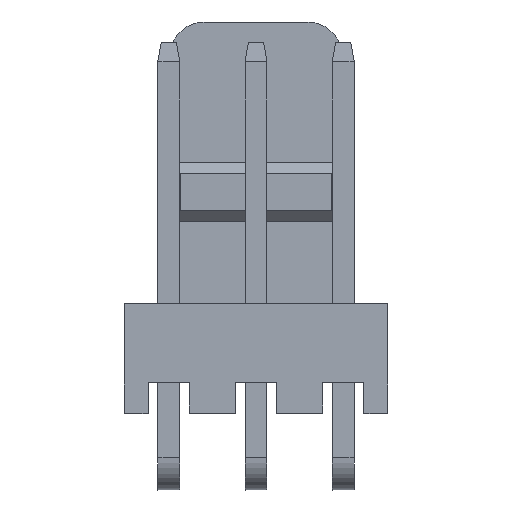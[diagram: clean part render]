
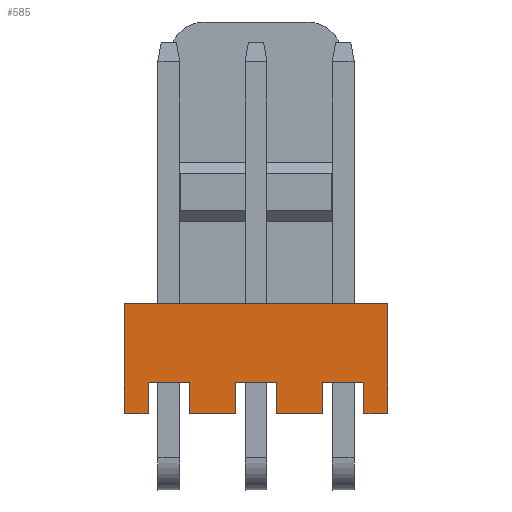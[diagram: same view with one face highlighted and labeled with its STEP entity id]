
A CAD part, top view. The second image highlights one B-rep face of the part: STEP entity #585.
In plain terms, the highlighted planar face has unit normal (0, 0, 1).
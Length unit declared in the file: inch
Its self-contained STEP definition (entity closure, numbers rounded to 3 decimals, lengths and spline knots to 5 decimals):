
#36 = DIRECTION ( 'NONE',  ( 1., 0., 0. ) ) ;
#44 = DIRECTION ( 'NONE',  ( -1., 0., 0. ) ) ;
#60 = CARTESIAN_POINT ( 'NONE',  ( -0.12592, -0.25893, 0.22835 ) ) ;
#98 = DIRECTION ( 'NONE',  ( 1., 0., 0. ) ) ;
#100 = DIRECTION ( 'NONE',  ( 0., 1., 0. ) ) ;
#101 = DIRECTION ( 'NONE',  ( 0., -1., 0. ) ) ;
#104 = CARTESIAN_POINT ( 'NONE',  ( -0.12592, -0.25893, 0.22835 ) ) ;
#110 = CARTESIAN_POINT ( 'NONE',  ( -0.12592, -0.13295, 0.22835 ) ) ;
#112 = CARTESIAN_POINT ( 'NONE',  ( -0.4275, -0.25893, 0.22835 ) ) ;
#123 = CARTESIAN_POINT ( 'NONE',  ( -0.15309, -0.25893, 0.22835 ) ) ;
#127 = DIRECTION ( 'NONE',  ( 0., 1., 0. ) ) ;
#142 = CARTESIAN_POINT ( 'NONE',  ( -0.25309, -0.2235, 0.22835 ) ) ;
#149 = CARTESIAN_POINT ( 'NONE',  ( -0.35309, -0.25893, 0.22835 ) ) ;
#161 = CARTESIAN_POINT ( 'NONE',  ( -0.30033, -0.25893, 0.22835 ) ) ;
#162 = CARTESIAN_POINT ( 'NONE',  ( -0.15309, -0.25893, 0.22835 ) ) ;
#165 = CARTESIAN_POINT ( 'NONE',  ( -0.30033, -0.2235, 0.22835 ) ) ;
#166 = CARTESIAN_POINT ( 'NONE',  ( -0.25309, -0.25893, 0.22835 ) ) ;
#170 = CARTESIAN_POINT ( 'NONE',  ( -0.35309, -0.2235, 0.22835 ) ) ;
#190 = CARTESIAN_POINT ( 'NONE',  ( -0.12592, -0.25893, 0.22835 ) ) ;
#208 = CARTESIAN_POINT ( 'NONE',  ( -0.40033, -0.2235, 0.22835 ) ) ;
#209 = CARTESIAN_POINT ( 'NONE',  ( -0.4275, -0.25893, 0.22835 ) ) ;
#210 = CARTESIAN_POINT ( 'NONE',  ( -0.12592, -0.13295, 0.22835 ) ) ;
#218 = CARTESIAN_POINT ( 'NONE',  ( -0.4275, -0.13295, 0.22835 ) ) ;
#231 = EDGE_CURVE ( 'NONE', #1003, #981, #2184, .T. ) ;
#247 = EDGE_CURVE ( 'NONE', #997, #984, #2024, .T. ) ;
#255 = EDGE_CURVE ( 'NONE', #984, #982, #2043, .T. ) ;
#276 = EDGE_CURVE ( 'NONE', #981, #887, #2281, .T. ) ;
#395 = DIRECTION ( 'NONE',  ( 0., 1., 0. ) ) ;
#396 = CARTESIAN_POINT ( 'NONE',  ( -0.40033, -0.25893, 0.22835 ) ) ;
#406 = DIRECTION ( 'NONE',  ( 1., 0., 0. ) ) ;
#407 = CARTESIAN_POINT ( 'NONE',  ( -0.25309, -0.2235, 0.22835 ) ) ;
#448 = DIRECTION ( 'NONE',  ( 0., 1., 0. ) ) ;
#449 = CARTESIAN_POINT ( 'NONE',  ( -0.20033, -0.25893, 0.22835 ) ) ;
#585 = ADVANCED_FACE ( 'NONE', ( #1613 ), #2930, .F. ) ;
#687 = ORIENTED_EDGE ( 'NONE', *, *, #1218, .F. ) ;
#690 = EDGE_LOOP ( 'NONE', ( #1160, #1022, #1064, #687, #1171, #805, #1166, #1168, #836, #1172, #1124, #1030, #838, #1167, #1057, #1043 ) ) ;
#805 = ORIENTED_EDGE ( 'NONE', *, *, #1239, .F. ) ;
#836 = ORIENTED_EDGE ( 'NONE', *, *, #3148, .T. ) ;
#838 = ORIENTED_EDGE ( 'NONE', *, *, #231, .T. ) ;
#887 = VERTEX_POINT ( 'NONE', #2455 ) ;
#901 = VERTEX_POINT ( 'NONE', #2527 ) ;
#905 = VERTEX_POINT ( 'NONE', #2562 ) ;
#919 = VERTEX_POINT ( 'NONE', #2540 ) ;
#928 = VERTEX_POINT ( 'NONE', #218 ) ;
#936 = VERTEX_POINT ( 'NONE', #210 ) ;
#937 = VERTEX_POINT ( 'NONE', #209 ) ;
#938 = VERTEX_POINT ( 'NONE', #208 ) ;
#956 = VERTEX_POINT ( 'NONE', #190 ) ;
#977 = VERTEX_POINT ( 'NONE', #170 ) ;
#981 = VERTEX_POINT ( 'NONE', #166 ) ;
#982 = VERTEX_POINT ( 'NONE', #165 ) ;
#984 = VERTEX_POINT ( 'NONE', #161 ) ;
#997 = VERTEX_POINT ( 'NONE', #149 ) ;
#1003 = VERTEX_POINT ( 'NONE', #142 ) ;
#1022 = ORIENTED_EDGE ( 'NONE', *, *, #1255, .T. ) ;
#1030 = ORIENTED_EDGE ( 'NONE', *, *, #3105, .T. ) ;
#1043 = ORIENTED_EDGE ( 'NONE', *, *, #3153, .T. ) ;
#1057 = ORIENTED_EDGE ( 'NONE', *, *, #3084, .T. ) ;
#1064 = ORIENTED_EDGE ( 'NONE', *, *, #1216, .F. ) ;
#1124 = ORIENTED_EDGE ( 'NONE', *, *, #255, .T. ) ;
#1160 = ORIENTED_EDGE ( 'NONE', *, *, #1210, .F. ) ;
#1166 = ORIENTED_EDGE ( 'NONE', *, *, #3111, .T. ) ;
#1167 = ORIENTED_EDGE ( 'NONE', *, *, #276, .T. ) ;
#1168 = ORIENTED_EDGE ( 'NONE', *, *, #3154, .T. ) ;
#1171 = ORIENTED_EDGE ( 'NONE', *, *, #1217, .F. ) ;
#1172 = ORIENTED_EDGE ( 'NONE', *, *, #247, .T. ) ;
#1188 = DIRECTION ( 'NONE',  ( 1., 0., 0. ) ) ;
#1189 = CARTESIAN_POINT ( 'NONE',  ( -0.35309, -0.2235, 0.22835 ) ) ;
#1191 = DIRECTION ( 'NONE',  ( 1., 0., 0. ) ) ;
#1192 = CARTESIAN_POINT ( 'NONE',  ( -0.15309, -0.2235, 0.22835 ) ) ;
#1203 = DIRECTION ( 'NONE',  ( 0., -1., 0. ) ) ;
#1204 = CARTESIAN_POINT ( 'NONE',  ( -0.35309, -0.25893, 0.22835 ) ) ;
#1210 = EDGE_CURVE ( 'NONE', #901, #905, #1531, .T. ) ;
#1216 = EDGE_CURVE ( 'NONE', #936, #956, #1924, .T. ) ;
#1217 = EDGE_CURVE ( 'NONE', #937, #928, #1564, .T. ) ;
#1218 = EDGE_CURVE ( 'NONE', #928, #936, #1742, .T. ) ;
#1239 = EDGE_CURVE ( 'NONE', #919, #937, #2274, .T. ) ;
#1255 = EDGE_CURVE ( 'NONE', #901, #956, #1982, .T. ) ;
#1398 = CARTESIAN_POINT ( 'NONE',  ( -0.20033, -0.2235, 0.22835 ) ) ;
#1442 = VECTOR ( 'NONE', #395, 39.37008 ) ;
#1531 = LINE ( 'NONE', #123, #1540 ) ;
#1540 = VECTOR ( 'NONE', #127, 39.37008 ) ;
#1564 = LINE ( 'NONE', #112, #1905 ) ;
#1593 = LINE ( 'NONE', #396, #1442 ) ;
#1612 = VECTOR ( 'NONE', #1191, 39.37008 ) ;
#1613 = FACE_OUTER_BOUND ( 'NONE', #690, .T. ) ;
#1630 = LINE ( 'NONE', #407, #1645 ) ;
#1645 = VECTOR ( 'NONE', #406, 39.37008 ) ;
#1673 = VECTOR ( 'NONE', #101, 39.37008 ) ;
#1690 = LINE ( 'NONE', #1204, #1807 ) ;
#1742 = LINE ( 'NONE', #110, #1794 ) ;
#1745 = VECTOR ( 'NONE', #2869, 39.37008 ) ;
#1775 = LINE ( 'NONE', #1189, #2315 ) ;
#1794 = VECTOR ( 'NONE', #98, 39.37008 ) ;
#1807 = VECTOR ( 'NONE', #1203, 39.37008 ) ;
#1816 = VECTOR ( 'NONE', #44, 39.37008 ) ;
#1866 = VECTOR ( 'NONE', #2952, 39.37008 ) ;
#1899 = LINE ( 'NONE', #1192, #1612 ) ;
#1905 = VECTOR ( 'NONE', #100, 39.37008 ) ;
#1924 = LINE ( 'NONE', #104, #1673 ) ;
#1967 = VERTEX_POINT ( 'NONE', #1398 ) ;
#1982 = LINE ( 'NONE', #162, #2005 ) ;
#2005 = VECTOR ( 'NONE', #36, 39.37008 ) ;
#2024 = LINE ( 'NONE', #2873, #1745 ) ;
#2039 = VECTOR ( 'NONE', #2894, 39.37008 ) ;
#2043 = LINE ( 'NONE', #2857, #1866 ) ;
#2088 = VECTOR ( 'NONE', #448, 39.37008 ) ;
#2100 = VECTOR ( 'NONE', #2984, 39.37008 ) ;
#2184 = LINE ( 'NONE', #2897, #2039 ) ;
#2246 = LINE ( 'NONE', #449, #2088 ) ;
#2274 = LINE ( 'NONE', #60, #1816 ) ;
#2281 = LINE ( 'NONE', #2975, #2100 ) ;
#2315 = VECTOR ( 'NONE', #1188, 39.37008 ) ;
#2455 = CARTESIAN_POINT ( 'NONE',  ( -0.20033, -0.25893, 0.22835 ) ) ;
#2527 = CARTESIAN_POINT ( 'NONE',  ( -0.15309, -0.25893, 0.22835 ) ) ;
#2540 = CARTESIAN_POINT ( 'NONE',  ( -0.40033, -0.25893, 0.22835 ) ) ;
#2562 = CARTESIAN_POINT ( 'NONE',  ( -0.15309, -0.2235, 0.22835 ) ) ;
#2857 = CARTESIAN_POINT ( 'NONE',  ( -0.30033, -0.25893, 0.22835 ) ) ;
#2869 = DIRECTION ( 'NONE',  ( 1., 0., 0. ) ) ;
#2873 = CARTESIAN_POINT ( 'NONE',  ( -0.35309, -0.25893, 0.22835 ) ) ;
#2894 = DIRECTION ( 'NONE',  ( 0., -1., 0. ) ) ;
#2897 = CARTESIAN_POINT ( 'NONE',  ( -0.25309, -0.25893, 0.22835 ) ) ;
#2904 = DIRECTION ( 'NONE',  ( 0., 0., -1. ) ) ;
#2905 = DIRECTION ( 'NONE',  ( -1., 0., 0. ) ) ;
#2909 = CARTESIAN_POINT ( 'NONE',  ( -0.12592, -0.25893, 0.22835 ) ) ;
#2930 = PLANE ( 'NONE',  #3013 ) ;
#2952 = DIRECTION ( 'NONE',  ( 0., 1., 0. ) ) ;
#2975 = CARTESIAN_POINT ( 'NONE',  ( -0.25309, -0.25893, 0.22835 ) ) ;
#2984 = DIRECTION ( 'NONE',  ( 1., 0., 0. ) ) ;
#3013 = AXIS2_PLACEMENT_3D ( 'NONE', #2909, #2904, #2905 ) ;
#3084 = EDGE_CURVE ( 'NONE', #887, #1967, #2246, .T. ) ;
#3105 = EDGE_CURVE ( 'NONE', #982, #1003, #1630, .T. ) ;
#3111 = EDGE_CURVE ( 'NONE', #919, #938, #1593, .T. ) ;
#3148 = EDGE_CURVE ( 'NONE', #977, #997, #1690, .T. ) ;
#3153 = EDGE_CURVE ( 'NONE', #1967, #905, #1899, .T. ) ;
#3154 = EDGE_CURVE ( 'NONE', #938, #977, #1775, .T. ) ;
